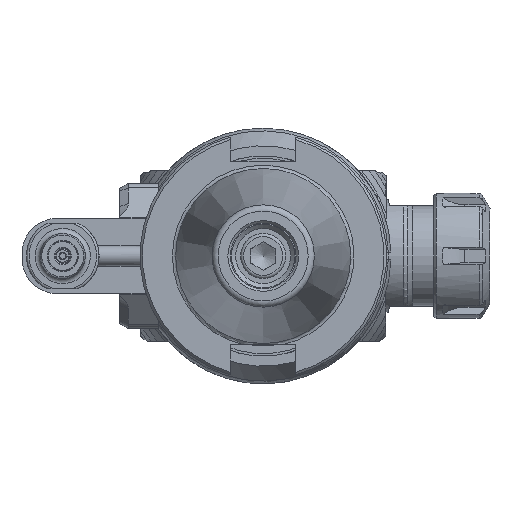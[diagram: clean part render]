
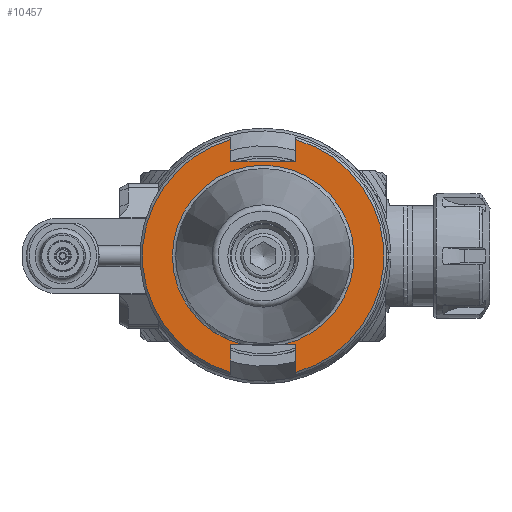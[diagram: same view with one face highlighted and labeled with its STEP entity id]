
A CAD part, left-side view. The second image highlights one B-rep face of the part: STEP entity #10457.
In plain terms, the highlighted planar face has unit normal (-1, 0, 0).
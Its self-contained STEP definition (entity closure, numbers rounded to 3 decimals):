
#1295=LINE('',#63462,#2056);
#1298=LINE('',#63480,#2059);
#1310=LINE('',#63525,#2071);
#1311=LINE('',#63530,#2072);
#1312=LINE('',#63533,#2073);
#1313=LINE('',#63537,#2074);
#1314=LINE('',#63539,#2075);
#2056=VECTOR('',#13785,8.734);
#2059=VECTOR('',#13800,11.147);
#2071=VECTOR('',#13846,25.908);
#2072=VECTOR('',#13851,4.846);
#2073=VECTOR('',#13854,8.734);
#2074=VECTOR('',#13857,11.147);
#2075=VECTOR('',#13858,4.846);
#2732=FACE_OUTER_BOUND('',#3328,.T.);
#3328=EDGE_LOOP('',(#9306,#9307,#9308,#9309,#9310,#9311,#9312,#9313,#9314,
#9315,#9316));
#3794=CIRCLE('',#11409,48.225);
#3795=CIRCLE('',#11410,48.225);
#3796=CIRCLE('',#11411,36.225);
#3797=CIRCLE('',#11412,36.225);
#4843=VERTEX_POINT('',#63459);
#4844=VERTEX_POINT('',#63461);
#4849=VERTEX_POINT('',#63477);
#4850=VERTEX_POINT('',#63479);
#4863=VERTEX_POINT('',#63523);
#4865=VERTEX_POINT('',#63529);
#4866=VERTEX_POINT('',#63532);
#4867=VERTEX_POINT('',#63534);
#4868=VERTEX_POINT('',#63536);
#4869=VERTEX_POINT('',#63538);
#4870=VERTEX_POINT('',#63540);
#6344=EDGE_CURVE('',#4843,#4844,#1295,.T.);
#6352=EDGE_CURVE('',#4849,#4850,#1298,.T.);
#6374=EDGE_CURVE('',#4843,#4863,#1310,.T.);
#6376=EDGE_CURVE('',#4865,#4850,#1311,.T.);
#6377=EDGE_CURVE('',#4849,#4844,#3794,.T.);
#6378=EDGE_CURVE('',#4866,#4863,#1312,.T.);
#6379=EDGE_CURVE('',#4866,#4867,#3795,.T.);
#6380=EDGE_CURVE('',#4868,#4867,#1313,.T.);
#6381=EDGE_CURVE('',#4868,#4869,#1314,.T.);
#6382=EDGE_CURVE('',#4869,#4870,#3796,.T.);
#6383=EDGE_CURVE('',#4870,#4865,#3797,.T.);
#9306=ORIENTED_EDGE('',*,*,#6376,.T.);
#9307=ORIENTED_EDGE('',*,*,#6352,.F.);
#9308=ORIENTED_EDGE('',*,*,#6377,.T.);
#9309=ORIENTED_EDGE('',*,*,#6344,.F.);
#9310=ORIENTED_EDGE('',*,*,#6374,.T.);
#9311=ORIENTED_EDGE('',*,*,#6378,.F.);
#9312=ORIENTED_EDGE('',*,*,#6379,.T.);
#9313=ORIENTED_EDGE('',*,*,#6380,.F.);
#9314=ORIENTED_EDGE('',*,*,#6381,.T.);
#9315=ORIENTED_EDGE('',*,*,#6382,.T.);
#9316=ORIENTED_EDGE('',*,*,#6383,.T.);
#9970=PLANE('',#11408);
#10457=ADVANCED_FACE('',(#2732),#9970,.F.);
#11408=AXIS2_PLACEMENT_3D('',#63528,#13849,#13850);
#11409=AXIS2_PLACEMENT_3D('',#63531,#13852,#13853);
#11410=AXIS2_PLACEMENT_3D('',#63535,#13855,#13856);
#11411=AXIS2_PLACEMENT_3D('',#63541,#13859,#13860);
#11412=AXIS2_PLACEMENT_3D('',#63542,#13861,#13862);
#13785=DIRECTION('',(0.,0.,1.));
#13800=DIRECTION('',(0.,0.,1.));
#13846=DIRECTION('',(0.,1.,0.));
#13849=DIRECTION('center_axis',(1.,0.,0.));
#13850=DIRECTION('ref_axis',(0.,-1.,0.));
#13851=DIRECTION('',(0.,-1.,0.));
#13852=DIRECTION('center_axis',(-1.,0.,0.));
#13853=DIRECTION('ref_axis',(0.,-0.269,-0.963));
#13854=DIRECTION('',(0.,0.,-1.));
#13855=DIRECTION('center_axis',(-1.,0.,0.));
#13856=DIRECTION('ref_axis',(0.,0.269,0.963));
#13857=DIRECTION('',(0.,0.,-1.));
#13858=DIRECTION('',(0.,-1.,0.));
#13859=DIRECTION('center_axis',(1.,0.,0.));
#13860=DIRECTION('ref_axis',(0.,-1.,0.));
#13861=DIRECTION('center_axis',(1.,0.,0.));
#13862=DIRECTION('ref_axis',(0.,-1.,0.));
#63459=CARTESIAN_POINT('',(-82.825,-12.954,37.719));
#63461=CARTESIAN_POINT('',(-82.825,-12.954,46.453));
#63462=CARTESIAN_POINT('',(-82.825,-12.954,37.719));
#63477=CARTESIAN_POINT('',(-82.825,-12.954,-46.453));
#63479=CARTESIAN_POINT('',(-82.825,-12.954,-35.306));
#63480=CARTESIAN_POINT('',(-82.825,-12.954,-46.453));
#63523=CARTESIAN_POINT('',(-82.825,12.954,37.719));
#63525=CARTESIAN_POINT('',(-82.825,-12.954,37.719));
#63528=CARTESIAN_POINT('Origin',(-82.825,-42.625,0.));
#63529=CARTESIAN_POINT('',(-82.825,-8.108,-35.306));
#63530=CARTESIAN_POINT('',(-82.825,-8.108,-35.306));
#63531=CARTESIAN_POINT('Origin',(-82.825,0.,0.));
#63532=CARTESIAN_POINT('',(-82.825,12.954,46.453));
#63533=CARTESIAN_POINT('',(-82.825,12.954,46.453));
#63534=CARTESIAN_POINT('',(-82.825,12.954,-46.453));
#63535=CARTESIAN_POINT('Origin',(-82.825,0.,0.));
#63536=CARTESIAN_POINT('',(-82.825,12.954,-35.306));
#63537=CARTESIAN_POINT('',(-82.825,12.954,-35.306));
#63538=CARTESIAN_POINT('',(-82.825,8.108,-35.306));
#63539=CARTESIAN_POINT('',(-82.825,12.954,-35.306));
#63540=CARTESIAN_POINT('',(-82.825,36.225,0.));
#63541=CARTESIAN_POINT('Origin',(-82.825,0.,0.));
#63542=CARTESIAN_POINT('Origin',(-82.825,0.,0.));
